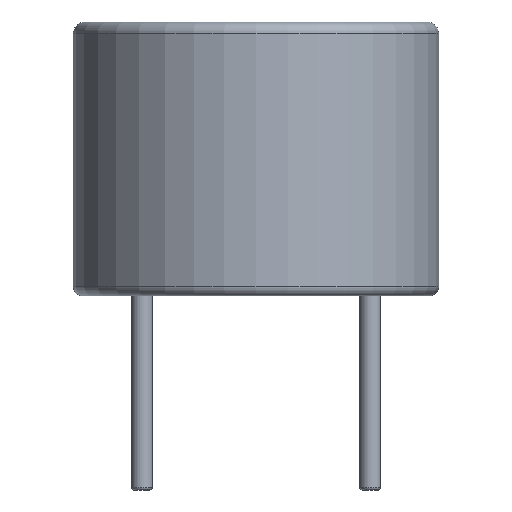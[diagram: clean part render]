
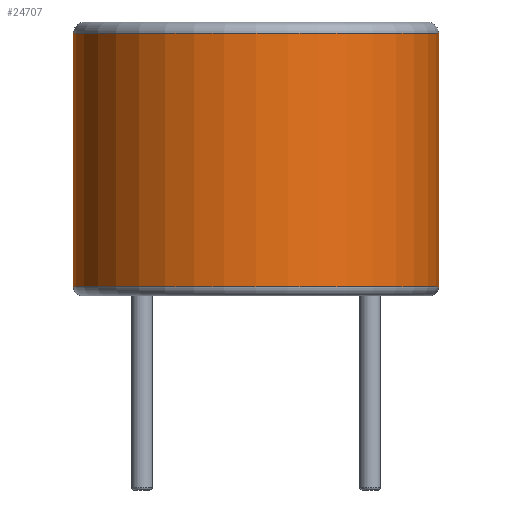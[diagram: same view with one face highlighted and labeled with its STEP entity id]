
A CAD part, front view. The second image highlights one B-rep face of the part: STEP entity #24707.
In plain terms, the highlighted cylindrical face has radius 8 mm (diameter 16 mm), a full revolution.
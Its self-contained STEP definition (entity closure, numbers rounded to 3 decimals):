
#1646=LINE('',#33363,#5089);
#5089=VECTOR('',#27263,8.);
#8532=CYLINDRICAL_SURFACE('',#25926,8.);
#8592=FACE_OUTER_BOUND('',#9793,.T.);
#9793=EDGE_LOOP('',(#17564,#17565,#17566,#17567));
#11483=CIRCLE('',#25925,8.);
#11484=CIRCLE('',#25927,8.);
#11610=VERTEX_POINT('',#33358);
#11611=VERTEX_POINT('',#33362);
#13991=EDGE_CURVE('',#11610,#11610,#11483,.T.);
#13992=EDGE_CURVE('',#11610,#11611,#1646,.T.);
#13993=EDGE_CURVE('',#11611,#11611,#11484,.T.);
#17564=ORIENTED_EDGE('',*,*,#13991,.F.);
#17565=ORIENTED_EDGE('',*,*,#13992,.T.);
#17566=ORIENTED_EDGE('',*,*,#13993,.F.);
#17567=ORIENTED_EDGE('',*,*,#13992,.F.);
#24707=ADVANCED_FACE('',(#8592),#8532,.T.);
#25925=AXIS2_PLACEMENT_3D('',#33360,#27259,#27260);
#25926=AXIS2_PLACEMENT_3D('',#33361,#27261,#27262);
#25927=AXIS2_PLACEMENT_3D('',#33364,#27264,#27265);
#27259=DIRECTION('center_axis',(0.,0.,1.));
#27260=DIRECTION('ref_axis',(1.,0.,0.));
#27261=DIRECTION('center_axis',(0.,0.,1.));
#27262=DIRECTION('ref_axis',(1.,0.,0.));
#27263=DIRECTION('',(0.,0.,-1.));
#27264=DIRECTION('center_axis',(0.,0.,-1.));
#27265=DIRECTION('ref_axis',(1.,0.,0.));
#33358=CARTESIAN_POINT('',(-8.,0.,11.5));
#33360=CARTESIAN_POINT('Origin',(0.,0.,11.5));
#33361=CARTESIAN_POINT('Origin',(0.,0.,0.));
#33362=CARTESIAN_POINT('',(-8.,0.,0.4));
#33363=CARTESIAN_POINT('',(-8.,0.,0.));
#33364=CARTESIAN_POINT('Origin',(0.,0.,0.4));
